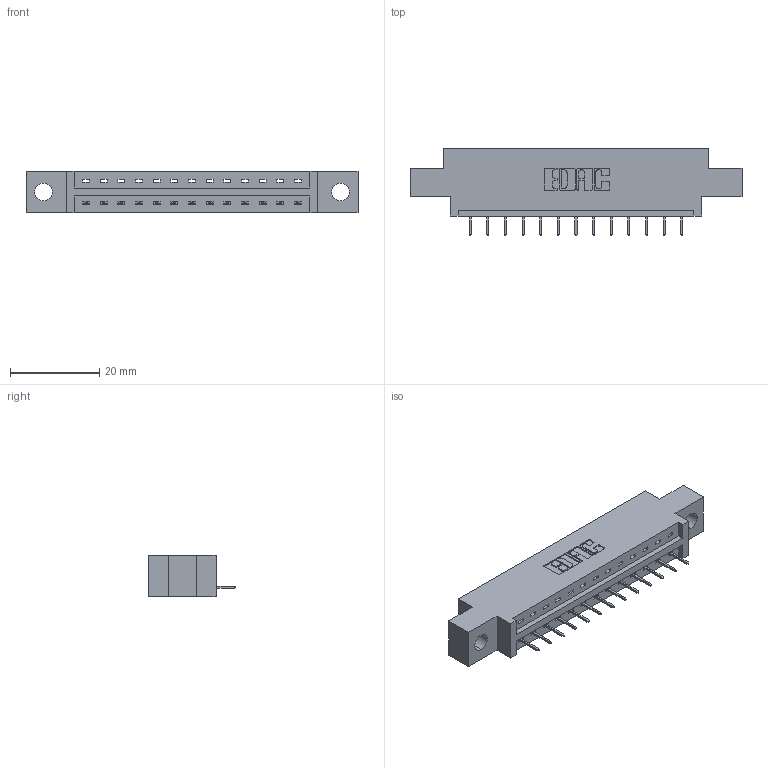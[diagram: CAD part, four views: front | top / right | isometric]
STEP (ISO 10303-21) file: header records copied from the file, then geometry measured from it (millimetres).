
FILE_DESCRIPTION (( 'STEP AP203' ), '1' );
FILE_NAME ('337-013-524-604.STEP', '2018-08-04T07:00:10', ( '' ), ( '' ), 'SwSTEP 2.0', 'SolidWorks 2016', '' );
FILE_SCHEMA (( 'CONFIG_CONTROL_DESIGN' ));
Length unit declared in the file: inch
Products named in the file (3): 345-292-001_345-293-124; 337-013-524-604; 337 Part_0.170 Offset - 0.156 Dia-TH
Assembly tree (14 placements, depth 2):
  337-013-524-604
    337 Part_0.170 Offset - 0.156 Dia-TH
    345-292-001_345-293-124  x13
Bounding box: 74.52 x 19.69 x 9.4 mm (x, y, z)
Volume: 7125.9 mm3; surface area: 6913.7 mm2
Topology: 14 solids, 14 shells, 976 faces, 2819 edges, 1826 vertices
Faces by surface type: plane 750, cylinder 226
Entity records: 13623 total; most frequent: CARTESIAN_POINT 2377, ORIENTED_EDGE 2326, DIRECTION 2061, EDGE_CURVE 1163, VECTOR 1039, LINE 1039, VERTEX_POINT 770, AXIS2_PLACEMENT_3D 511
